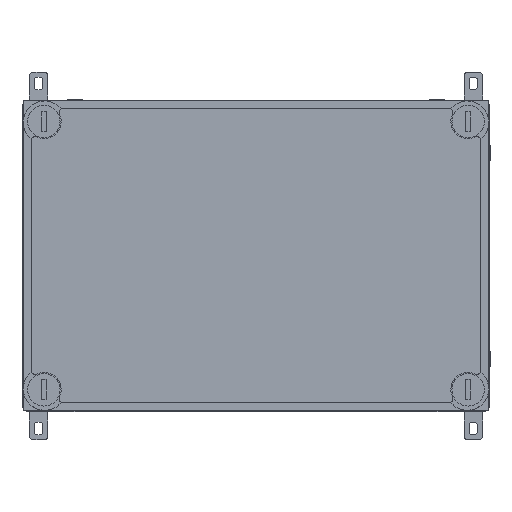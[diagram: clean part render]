
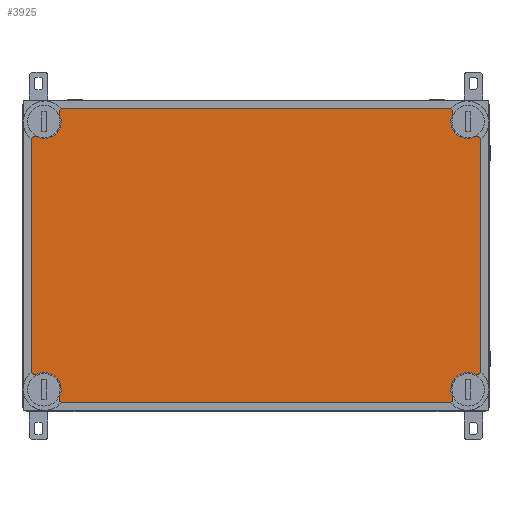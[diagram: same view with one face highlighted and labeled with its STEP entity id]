
A CAD part, top view. The second image highlights one B-rep face of the part: STEP entity #3925.
In plain terms, the highlighted planar face has unit normal (0, 0, 1).
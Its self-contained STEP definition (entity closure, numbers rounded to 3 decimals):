
#3925 = ADVANCED_FACE( '', ( #8763 ), #8764, .T. );
#8763 = FACE_OUTER_BOUND( '', #14891, .T. );
#8764 = PLANE( '', #14892 );
#14891 = EDGE_LOOP( '', ( #26628, #26629, #26630, #26631, #26632, #26633, #26634, #26635, #26636, #26637, #26638, #26639, #26640, #26641, #26642, #26643 ) );
#14892 = AXIS2_PLACEMENT_3D( '', #26644, #26645, #26646 );
#26628 = ORIENTED_EDGE( '', *, *, #36266, .F. );
#26629 = ORIENTED_EDGE( '', *, *, #36651, .T. );
#26630 = ORIENTED_EDGE( '', *, *, #36428, .F. );
#26631 = ORIENTED_EDGE( '', *, *, #37097, .T. );
#26632 = ORIENTED_EDGE( '', *, *, #37098, .F. );
#26633 = ORIENTED_EDGE( '', *, *, #35668, .F. );
#26634 = ORIENTED_EDGE( '', *, *, #37099, .F. );
#26635 = ORIENTED_EDGE( '', *, *, #37100, .T. );
#26636 = ORIENTED_EDGE( '', *, *, #35369, .F. );
#26637 = ORIENTED_EDGE( '', *, *, #35065, .F. );
#26638 = ORIENTED_EDGE( '', *, *, #35995, .F. );
#26639 = ORIENTED_EDGE( '', *, *, #34693, .T. );
#26640 = ORIENTED_EDGE( '', *, *, #37101, .F. );
#26641 = ORIENTED_EDGE( '', *, *, #34213, .T. );
#26642 = ORIENTED_EDGE( '', *, *, #32993, .F. );
#26643 = ORIENTED_EDGE( '', *, *, #37102, .T. );
#26644 = CARTESIAN_POINT( '', ( 0., 0., 105. ) );
#26645 = DIRECTION( '', ( 0., 0., 1. ) );
#26646 = DIRECTION( '', ( 1., 0., 0. ) );
#32993 = EDGE_CURVE( '', #39261, #39262, #39263, .F. );
#34213 = EDGE_CURVE( '', #41352, #39262, #41353, .T. );
#34693 = EDGE_CURVE( '', #42126, #42131, #42133, .F. );
#35065 = EDGE_CURVE( '', #42705, #42707, #42708, .T. );
#35369 = EDGE_CURVE( '', #42707, #43179, #43180, .F. );
#35668 = EDGE_CURVE( '', #43621, #43623, #43624, .T. );
#35995 = EDGE_CURVE( '', #42126, #42705, #44114, .F. );
#36266 = EDGE_CURVE( '', #44493, #44494, #44495, .F. );
#36428 = EDGE_CURVE( '', #44723, #44724, #44725, .F. );
#36651 = EDGE_CURVE( '', #44493, #44724, #45034, .T. );
#37097 = EDGE_CURVE( '', #44723, #45634, #45635, .F. );
#37098 = EDGE_CURVE( '', #43623, #45634, #45636, .F. );
#37099 = EDGE_CURVE( '', #45637, #43621, #45638, .F. );
#37100 = EDGE_CURVE( '', #45637, #43179, #45639, .F. );
#37101 = EDGE_CURVE( '', #41352, #42131, #45640, .F. );
#37102 = EDGE_CURVE( '', #39261, #44494, #45641, .F. );
#39261 = VERTEX_POINT( '', #48234 );
#39262 = VERTEX_POINT( '', #48235 );
#39263 = CIRCLE( '', #48236, 3. );
#41352 = VERTEX_POINT( '', #51005 );
#41353 = LINE( '', #51006, #51007 );
#42126 = VERTEX_POINT( '', #52035 );
#42131 = VERTEX_POINT( '', #52041 );
#42133 = CIRCLE( '', #52044, 13.64 );
#42705 = VERTEX_POINT( '', #52795 );
#42707 = VERTEX_POINT( '', #52798 );
#42708 = LINE( '', #52799, #52800 );
#43179 = VERTEX_POINT( '', #53415 );
#43180 = CIRCLE( '', #53416, 3. );
#43621 = VERTEX_POINT( '', #53994 );
#43623 = VERTEX_POINT( '', #53997 );
#43624 = LINE( '', #53998, #53999 );
#44114 = CIRCLE( '', #54645, 3. );
#44493 = VERTEX_POINT( '', #55153 );
#44494 = VERTEX_POINT( '', #55154 );
#44495 = CIRCLE( '', #55155, 3. );
#44723 = VERTEX_POINT( '', #55460 );
#44724 = VERTEX_POINT( '', #55461 );
#44725 = CIRCLE( '', #55462, 3. );
#45034 = LINE( '', #55871, #55872 );
#45634 = VERTEX_POINT( '', #56674 );
#45635 = CIRCLE( '', #56675, 13.64 );
#45636 = CIRCLE( '', #56676, 3. );
#45637 = VERTEX_POINT( '', #56677 );
#45638 = CIRCLE( '', #56678, 3. );
#45639 = CIRCLE( '', #56679, 13.64 );
#45640 = CIRCLE( '', #56680, 3. );
#45641 = CIRCLE( '', #56681, 13.64 );
#48234 = CARTESIAN_POINT( '', ( 28.987, 237.275, 105. ) );
#48235 = CARTESIAN_POINT( '', ( 31.679, 241.6, 105. ) );
#48236 = AXIS2_PLACEMENT_3D( '', #59167, #59168, #59169 );
#51005 = CARTESIAN_POINT( '', ( 341.321, 241.6, 105. ) );
#51006 = CARTESIAN_POINT( '', ( 373., 241.6, 105. ) );
#51007 = VECTOR( '', #60702, 1000. );
#52035 = CARTESIAN_POINT( '', ( 362.275, 219.013, 105. ) );
#52041 = CARTESIAN_POINT( '', ( 344.013, 237.275, 105. ) );
#52044 = AXIS2_PLACEMENT_3D( '', #61290, #61291, #61292 );
#52795 = CARTESIAN_POINT( '', ( 366.6, 216.321, 105. ) );
#52798 = CARTESIAN_POINT( '', ( 366.6, 31.679, 105. ) );
#52799 = CARTESIAN_POINT( '', ( 366.6, 248., 105. ) );
#52800 = VECTOR( '', #61761, 1000. );
#53415 = CARTESIAN_POINT( '', ( 362.275, 28.987, 105. ) );
#53416 = AXIS2_PLACEMENT_3D( '', #62164, #62165, #62166 );
#53994 = CARTESIAN_POINT( '', ( 341.321, 6.4, 105. ) );
#53997 = CARTESIAN_POINT( '', ( 31.679, 6.4, 105. ) );
#53998 = CARTESIAN_POINT( '', ( 373., 6.4, 105. ) );
#53999 = VECTOR( '', #62551, 1000. );
#54645 = AXIS2_PLACEMENT_3D( '', #62957, #62958, #62959 );
#55153 = CARTESIAN_POINT( '', ( 6.4, 216.321, 105. ) );
#55154 = CARTESIAN_POINT( '', ( 10.725, 219.013, 105. ) );
#55155 = AXIS2_PLACEMENT_3D( '', #63284, #63285, #63286 );
#55460 = CARTESIAN_POINT( '', ( 10.725, 28.987, 105. ) );
#55461 = CARTESIAN_POINT( '', ( 6.4, 31.679, 105. ) );
#55462 = AXIS2_PLACEMENT_3D( '', #63481, #63482, #63483 );
#55871 = CARTESIAN_POINT( '', ( 6.4, 248., 105. ) );
#55872 = VECTOR( '', #63740, 1000. );
#56674 = CARTESIAN_POINT( '', ( 28.987, 10.725, 105. ) );
#56675 = AXIS2_PLACEMENT_3D( '', #64456, #64457, #64458 );
#56676 = AXIS2_PLACEMENT_3D( '', #64459, #64460, #64461 );
#56677 = CARTESIAN_POINT( '', ( 344.013, 10.725, 105. ) );
#56678 = AXIS2_PLACEMENT_3D( '', #64462, #64463, #64464 );
#56679 = AXIS2_PLACEMENT_3D( '', #64465, #64466, #64467 );
#56680 = AXIS2_PLACEMENT_3D( '', #64468, #64469, #64470 );
#56681 = AXIS2_PLACEMENT_3D( '', #64471, #64472, #64473 );
#59167 = CARTESIAN_POINT( '', ( 31.679, 238.6, 105. ) );
#59168 = DIRECTION( '', ( 0., 0., 1. ) );
#59169 = DIRECTION( '', ( 1., 0., 0. ) );
#60702 = DIRECTION( '', ( -1., 0., 0. ) );
#61290 = CARTESIAN_POINT( '', ( 356.25, 231.25, 105. ) );
#61291 = DIRECTION( '', ( 0., 0., 1. ) );
#61292 = DIRECTION( '', ( 1., 0., 0. ) );
#61761 = DIRECTION( '', ( 0., -1., 0. ) );
#62164 = CARTESIAN_POINT( '', ( 363.6, 31.679, 105. ) );
#62165 = DIRECTION( '', ( 0., 0., 1. ) );
#62166 = DIRECTION( '', ( 1., 0., 0. ) );
#62551 = DIRECTION( '', ( -1., 0., 0. ) );
#62957 = CARTESIAN_POINT( '', ( 363.6, 216.321, 105. ) );
#62958 = DIRECTION( '', ( 0., 0., 1. ) );
#62959 = DIRECTION( '', ( 1., 0., 0. ) );
#63284 = CARTESIAN_POINT( '', ( 9.4, 216.321, 105. ) );
#63285 = DIRECTION( '', ( 0., 0., 1. ) );
#63286 = DIRECTION( '', ( 1., 0., 0. ) );
#63481 = CARTESIAN_POINT( '', ( 9.4, 31.679, 105. ) );
#63482 = DIRECTION( '', ( 0., 0., 1. ) );
#63483 = DIRECTION( '', ( 1., 0., 0. ) );
#63740 = DIRECTION( '', ( 0., -1., 0. ) );
#64456 = CARTESIAN_POINT( '', ( 16.75, 16.75, 105. ) );
#64457 = DIRECTION( '', ( 0., 0., 1. ) );
#64458 = DIRECTION( '', ( 1., 0., 0. ) );
#64459 = CARTESIAN_POINT( '', ( 31.679, 9.4, 105. ) );
#64460 = DIRECTION( '', ( 0., 0., 1. ) );
#64461 = DIRECTION( '', ( 1., 0., 0. ) );
#64462 = CARTESIAN_POINT( '', ( 341.321, 9.4, 105. ) );
#64463 = DIRECTION( '', ( 0., 0., 1. ) );
#64464 = DIRECTION( '', ( 1., 0., 0. ) );
#64465 = CARTESIAN_POINT( '', ( 356.25, 16.75, 105. ) );
#64466 = DIRECTION( '', ( 0., 0., 1. ) );
#64467 = DIRECTION( '', ( 1., 0., 0. ) );
#64468 = CARTESIAN_POINT( '', ( 341.321, 238.6, 105. ) );
#64469 = DIRECTION( '', ( 0., 0., 1. ) );
#64470 = DIRECTION( '', ( 1., 0., 0. ) );
#64471 = CARTESIAN_POINT( '', ( 16.75, 231.25, 105. ) );
#64472 = DIRECTION( '', ( 0., 0., 1. ) );
#64473 = DIRECTION( '', ( 1., 0., 0. ) );
